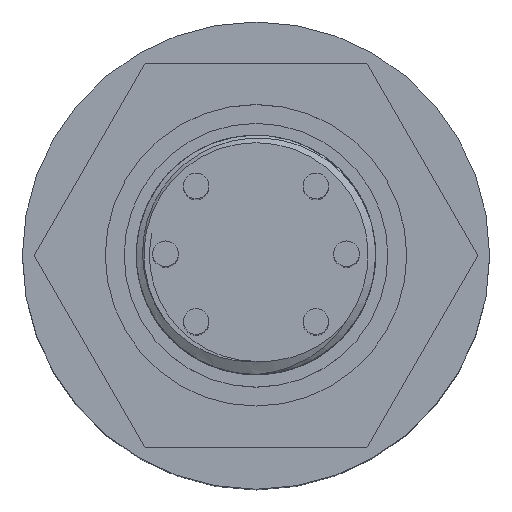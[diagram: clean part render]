
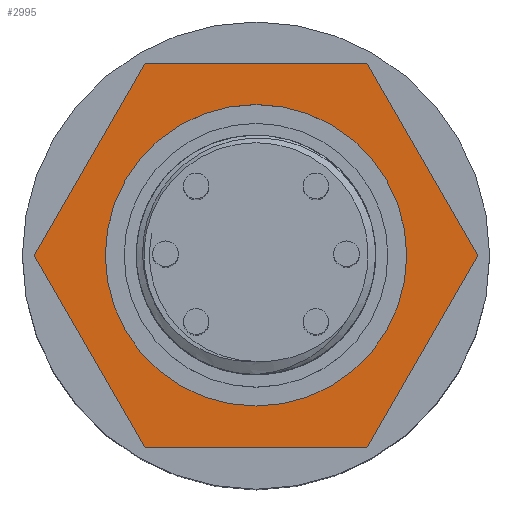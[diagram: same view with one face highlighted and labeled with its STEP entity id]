
A CAD part, top view. The second image highlights one B-rep face of the part: STEP entity #2995.
In plain terms, the highlighted planar face has unit normal (0, 0, 1).
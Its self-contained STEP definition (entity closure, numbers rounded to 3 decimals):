
#65=FACE_BOUND($,#984,.T.);
#284=LINE($,#7346,#506);
#285=LINE($,#7348,#507);
#286=LINE($,#7350,#508);
#287=LINE($,#7352,#509);
#288=LINE($,#7354,#510);
#289=LINE($,#7355,#511);
#506=VECTOR($,#3588,14.722);
#507=VECTOR($,#3589,14.722);
#508=VECTOR($,#3590,14.722);
#509=VECTOR($,#3591,14.722);
#510=VECTOR($,#3592,14.722);
#511=VECTOR($,#3593,14.722);
#556=CIRCLE($,#3129,10.);
#631=PLANE($,#3131);
#786=FACE_OUTER_BOUND($,#983,.T.);
#983=EDGE_LOOP($,(#2564,#2565,#2566,#2567,#2568,#2569));
#984=EDGE_LOOP($,(#2570));
#1414=VERTEX_POINT($,#7340);
#1415=VERTEX_POINT($,#7344);
#1416=VERTEX_POINT($,#7345);
#1417=VERTEX_POINT($,#7347);
#1418=VERTEX_POINT($,#7349);
#1419=VERTEX_POINT($,#7351);
#1420=VERTEX_POINT($,#7353);
#1807=EDGE_CURVE($,#1414,#1414,#556,.T.);
#1808=EDGE_CURVE($,#1415,#1416,#284,.T.);
#1809=EDGE_CURVE($,#1417,#1415,#285,.T.);
#1810=EDGE_CURVE($,#1418,#1417,#286,.T.);
#1811=EDGE_CURVE($,#1419,#1418,#287,.T.);
#1812=EDGE_CURVE($,#1420,#1419,#288,.T.);
#1813=EDGE_CURVE($,#1416,#1420,#289,.T.);
#2564=ORIENTED_EDGE($,*,*,#1808,.F.);
#2565=ORIENTED_EDGE($,*,*,#1809,.F.);
#2566=ORIENTED_EDGE($,*,*,#1810,.F.);
#2567=ORIENTED_EDGE($,*,*,#1811,.F.);
#2568=ORIENTED_EDGE($,*,*,#1812,.F.);
#2569=ORIENTED_EDGE($,*,*,#1813,.F.);
#2570=ORIENTED_EDGE($,*,*,#1807,.T.);
#2995=ADVANCED_FACE($,(#786,#65),#631,.T.);
#3129=AXIS2_PLACEMENT_3D($,#7341,#3582,#3583);
#3131=AXIS2_PLACEMENT_3D($,#7343,#3586,#3587);
#3582=DIRECTION('center_axis',(0.,0.,
-1.));
#3583=DIRECTION('ref_axis',(-1.,0.,0.));
#3586=DIRECTION('center_axis',(0.,0.,
1.));
#3587=DIRECTION('ref_axis',(1.,0.,0.));
#3588=DIRECTION($,(1.,0.,0.));
#3589=DIRECTION($,(0.5,0.866,0.));
#3590=DIRECTION($,(-0.5,0.866,0.));
#3591=DIRECTION($,(-1.,0.,0.));
#3592=DIRECTION($,(-0.5,-0.866,0.));
#3593=DIRECTION($,(0.5,-0.866,0.));
#7340=CARTESIAN_POINT('',(10.,0.,41.));
#7341=CARTESIAN_POINT('Origin',(0.,0.,
41.));
#7343=CARTESIAN_POINT('Origin',(0.,0.,
41.));
#7344=CARTESIAN_POINT('',(-7.361,12.75,41.));
#7345=CARTESIAN_POINT('',(7.361,12.75,41.));
#7346=CARTESIAN_POINT($,(-7.361,12.75,41.));
#7347=CARTESIAN_POINT('',(-14.722,0.,41.));
#7348=CARTESIAN_POINT($,(-14.722,0.,41.));
#7349=CARTESIAN_POINT('',(-7.361,-12.75,41.));
#7350=CARTESIAN_POINT($,(-7.361,-12.75,41.));
#7351=CARTESIAN_POINT('',(7.361,-12.75,41.));
#7352=CARTESIAN_POINT($,(7.361,-12.75,41.));
#7353=CARTESIAN_POINT('',(14.722,0.,41.));
#7354=CARTESIAN_POINT($,(14.722,0.,41.));
#7355=CARTESIAN_POINT($,(7.361,12.75,41.));
